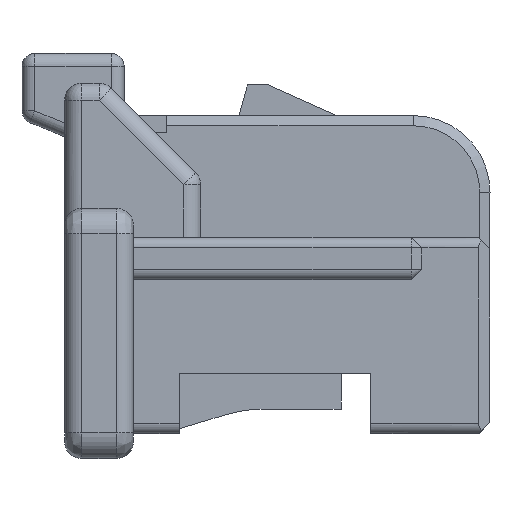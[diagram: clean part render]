
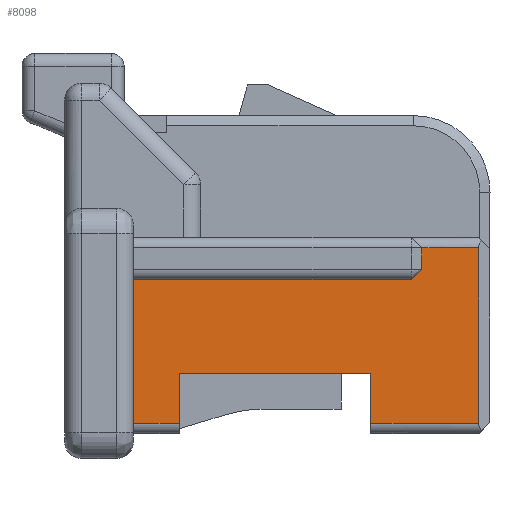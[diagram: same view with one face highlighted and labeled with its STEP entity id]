
A CAD part, left-side view. The second image highlights one B-rep face of the part: STEP entity #8098.
In plain terms, the highlighted planar face has unit normal (-1, 0, 0).
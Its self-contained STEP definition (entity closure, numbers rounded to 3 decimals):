
#17=DIRECTION('',(0.,0.,1.));
#18=VECTOR('',#17,1.685);
#19=CARTESIAN_POINT('',(-3.7,2.765,-1.055));
#20=LINE('',#19,#18);
#1863=CARTESIAN_POINT('',(-3.7,-1.29,-1.055));
#1869=DIRECTION('',(0.,0.,1.));
#1870=VECTOR('',#1869,2.06);
#1871=CARTESIAN_POINT('',(-3.7,-1.29,-1.055));
#1872=LINE('',#1871,#1870);
#1873=DIRECTION('',(0.,1.,0.));
#1874=VECTOR('',#1873,0.665);
#1875=CARTESIAN_POINT('',(-3.7,-1.29,1.005));
#1876=LINE('',#1875,#1874);
#1885=CARTESIAN_POINT('',(-3.7,-1.29,1.005));
#1887=DIRECTION('',(0.,-1.,0.));
#1888=VECTOR('',#1887,3.265);
#1889=CARTESIAN_POINT('',(-3.7,2.765,0.63));
#1890=LINE('',#1889,#1888);
#1891=DIRECTION('',(0.,0.,-1.));
#1892=VECTOR('',#1891,0.25);
#1893=CARTESIAN_POINT('',(-3.7,-0.625,1.005));
#1894=LINE('',#1893,#1892);
#1895=DIRECTION('',(0.,0.,1.));
#1896=VECTOR('',#1895,0.585);
#1897=CARTESIAN_POINT('',(-3.7,-0.025,-1.055));
#1898=LINE('',#1897,#1896);
#1899=DIRECTION('',(0.,1.,0.));
#1900=VECTOR('',#1899,2.25);
#1901=CARTESIAN_POINT('',(-3.7,-0.025,-0.47));
#1902=LINE('',#1901,#1900);
#1903=DIRECTION('',(0.,0.,1.));
#1904=VECTOR('',#1903,0.585);
#1905=CARTESIAN_POINT('',(-3.7,2.225,-1.055));
#1906=LINE('',#1905,#1904);
#1915=DIRECTION('',(0.,0.707,-0.707));
#1916=VECTOR('',#1915,0.177);
#1917=CARTESIAN_POINT('',(-3.7,-0.625,0.755));
#1918=LINE('',#1917,#1916);
#2189=DIRECTION('',(0.,-1.,0.));
#2190=VECTOR('',#2189,0.54);
#2191=CARTESIAN_POINT('',(-3.7,2.765,-1.055));
#2192=LINE('',#2191,#2190);
#2798=DIRECTION('',(0.,-1.,0.));
#2799=VECTOR('',#2798,1.265);
#2800=CARTESIAN_POINT('',(-3.7,-0.025,-1.055));
#2801=LINE('',#2800,#2799);
#3947=CARTESIAN_POINT('',(-3.7,-0.025,-0.47));
#3948=CARTESIAN_POINT('',(-3.7,2.225,-0.47));
#3949=VERTEX_POINT('',#3947);
#3950=VERTEX_POINT('',#3948);
#4044=CARTESIAN_POINT('',(-3.7,-0.025,-1.055));
#4046=VERTEX_POINT('',#4044);
#4047=CARTESIAN_POINT('',(-3.7,2.225,-1.055));
#4049=VERTEX_POINT('',#4047);
#4053=CARTESIAN_POINT('',(-3.7,2.765,-1.055));
#4054=VERTEX_POINT('',#4053);
#4071=CARTESIAN_POINT('',(-3.7,2.765,0.63));
#4073=VERTEX_POINT('',#4071);
#4152=CARTESIAN_POINT('',(-3.7,-0.625,1.005));
#4154=VERTEX_POINT('',#4152);
#4167=CARTESIAN_POINT('',(-3.7,-0.5,0.63));
#4168=VERTEX_POINT('',#4167);
#4169=CARTESIAN_POINT('',(-3.7,-0.625,0.755));
#4170=VERTEX_POINT('',#4169);
#4210=VERTEX_POINT('',#1885);
#4215=VERTEX_POINT('',#1863);
#8072=CARTESIAN_POINT('',(-3.7,0.,0.));
#8073=DIRECTION('',(-1.,0.,0.));
#8074=DIRECTION('',(0.,-1.,0.));
#8075=AXIS2_PLACEMENT_3D('',#8072,#8073,#8074);
#8076=PLANE('',#8075);
#8078=ORIENTED_EDGE('',*,*,#8077,.T.);
#8080=ORIENTED_EDGE('',*,*,#8079,.F.);
#8082=ORIENTED_EDGE('',*,*,#8081,.F.);
#8083=ORIENTED_EDGE('',*,*,#8062,.F.);
#8084=ORIENTED_EDGE('',*,*,#8052,.F.);
#8086=ORIENTED_EDGE('',*,*,#8085,.F.);
#8088=ORIENTED_EDGE('',*,*,#8087,.T.);
#8090=ORIENTED_EDGE('',*,*,#8089,.T.);
#8092=ORIENTED_EDGE('',*,*,#8091,.F.);
#8094=ORIENTED_EDGE('',*,*,#8093,.F.);
#8095=ORIENTED_EDGE('',*,*,#5152,.T.);
#8096=EDGE_LOOP('',(#8078,#8080,#8082,#8083,#8084,#8086,#8088,#8090,#8092,#8094,
#8095));
#8097=FACE_OUTER_BOUND('',#8096,.F.);
#8098=ADVANCED_FACE('',(#8097),#8076,.T.);
#5152=EDGE_CURVE('',#4054,#4073,#20,.T.);
#8052=EDGE_CURVE('',#4215,#4210,#1872,.T.);
#8062=EDGE_CURVE('',#4210,#4154,#1876,.T.);
#8077=EDGE_CURVE('',#4073,#4168,#1890,.T.);
#8079=EDGE_CURVE('',#4170,#4168,#1918,.T.);
#8081=EDGE_CURVE('',#4154,#4170,#1894,.T.);
#8085=EDGE_CURVE('',#4046,#4215,#2801,.T.);
#8087=EDGE_CURVE('',#4046,#3949,#1898,.T.);
#8089=EDGE_CURVE('',#3949,#3950,#1902,.T.);
#8091=EDGE_CURVE('',#4049,#3950,#1906,.T.);
#8093=EDGE_CURVE('',#4054,#4049,#2192,.T.);
